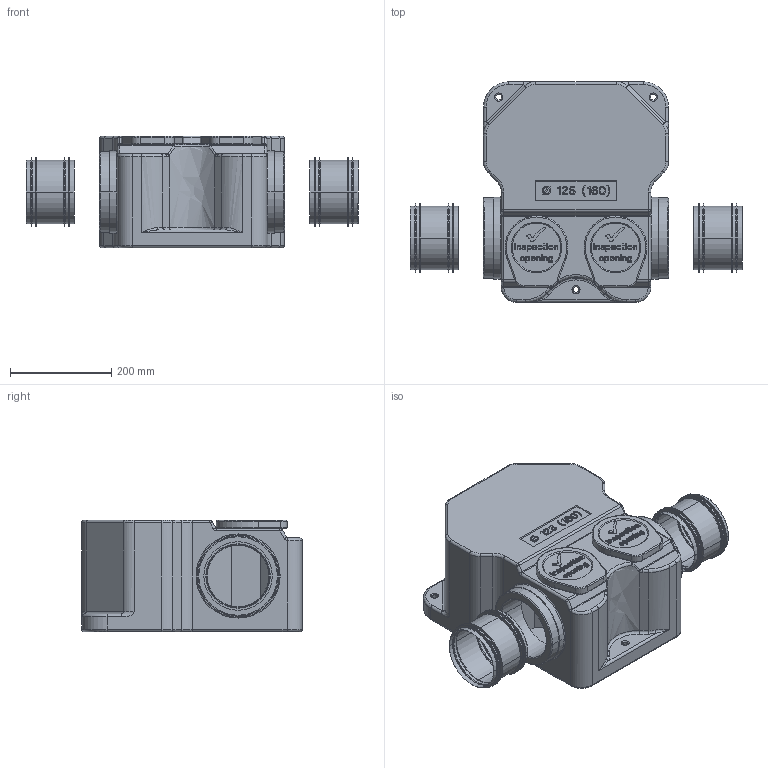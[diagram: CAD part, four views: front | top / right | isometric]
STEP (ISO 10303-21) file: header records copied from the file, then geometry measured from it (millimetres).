
FILE_DESCRIPTION(('FreeCAD Model'),'2;1');
FILE_NAME( 'Dummy_Schalldaempfer_Box_SB_1216.step' ,'2016-06-16T07:12:55',('Author'),(''), 'Open CASCADE STEP processor 6.8','FreeCAD','Unknown');
FILE_SCHEMA(('AUTOMOTIVE_DESIGN_CC2 { 1 2 10303 214 -1 1 5 4 }'));
Products named in the file (1): Dummy_Schalld__mpfer_Box_SB_12_16
Bounding box: 655 x 435 x 220 mm (x, y, z)
Volume: 23990030.6 mm3; surface area: 1048357.7 mm2
Topology: 5 solids, 5 shells, 2028 faces, 5622 edges, 3692 vertices
Faces by surface type: bspline 2028
Entity records: 186194 total; most frequent: CARTESIAN_POINT 101040, B_SPLINE_CURVE_WITH_KNOTS 11257, ORIENTED_EDGE 11232, PCURVE 11232, DEFINITIONAL_REPRESENTATION 11232, DIRECTION 6186, EDGE_CURVE 5616, SURFACE_CURVE 5616
